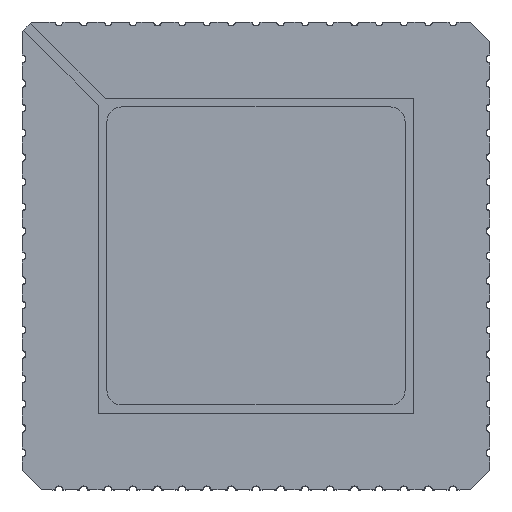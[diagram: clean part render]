
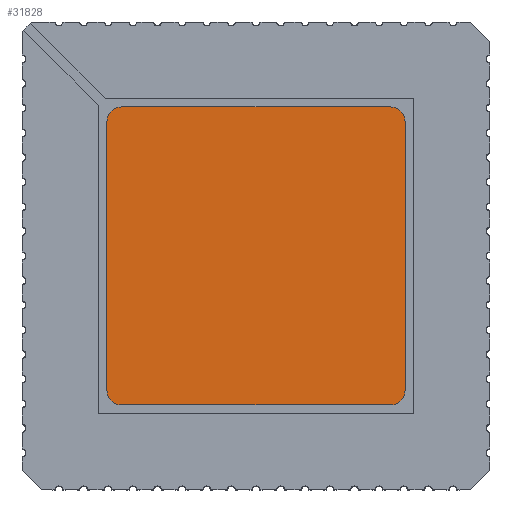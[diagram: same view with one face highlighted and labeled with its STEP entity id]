
A CAD part, top view. The second image highlights one B-rep face of the part: STEP entity #31828.
In plain terms, the highlighted face is planar.
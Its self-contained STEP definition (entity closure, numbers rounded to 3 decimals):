
#31585=CARTESIAN_POINT('',(6.925,0.303,6.925));
#31586=DIRECTION('',(0.,1.,0.));
#31587=DIRECTION('',(0.,0.,1.));
#31588=AXIS2_PLACEMENT_3D('',#31585,#31586,#31587);
#31593=DIRECTION('',(1.,0.,0.));
#31594=VECTOR('',#31593,13.85);
#31595=CARTESIAN_POINT('',(-6.925,0.303,7.685));
#31596=LINE('',#31595,#31594);
#31600=CARTESIAN_POINT('',(-6.925,0.303,6.925));
#31601=DIRECTION('',(0.,1.,0.));
#31602=DIRECTION('',(-1.,0.,0.));
#31603=AXIS2_PLACEMENT_3D('',#31600,#31601,#31602);
#31608=DIRECTION('',(0.,0.,1.));
#31609=VECTOR('',#31608,13.85);
#31610=CARTESIAN_POINT('',(-7.685,0.303,-6.925));
#31611=LINE('',#31610,#31609);
#31615=CARTESIAN_POINT('',(-6.925,0.303,-6.925));
#31616=DIRECTION('',(0.,1.,0.));
#31617=DIRECTION('',(0.,0.,-1.));
#31618=AXIS2_PLACEMENT_3D('',#31615,#31616,#31617);
#31623=DIRECTION('',(-1.,0.,0.));
#31624=VECTOR('',#31623,13.85);
#31625=CARTESIAN_POINT('',(6.925,0.303,-7.685));
#31626=LINE('',#31625,#31624);
#31630=CARTESIAN_POINT('',(6.925,0.303,-6.925));
#31631=DIRECTION('',(0.,1.,0.));
#31632=DIRECTION('',(1.,0.,0.));
#31633=AXIS2_PLACEMENT_3D('',#31630,#31631,#31632);
#31638=DIRECTION('',(0.,0.,-1.));
#31639=VECTOR('',#31638,13.85);
#31640=CARTESIAN_POINT('',(7.685,0.303,6.925));
#31641=LINE('',#31640,#31639);
#31649=CARTESIAN_POINT('',(6.925,0.303,7.685));
#31650=VERTEX_POINT('',#31649);
#31651=CARTESIAN_POINT('',(7.685,0.303,6.925));
#31652=VERTEX_POINT('',#31651);
#31657=CARTESIAN_POINT('',(7.685,0.303,-6.925));
#31658=VERTEX_POINT('',#31657);
#31659=CARTESIAN_POINT('',(6.925,0.303,-7.685));
#31660=VERTEX_POINT('',#31659);
#31665=CARTESIAN_POINT('',(-6.925,0.303,-7.685));
#31666=VERTEX_POINT('',#31665);
#31667=CARTESIAN_POINT('',(-7.685,0.303,-6.925));
#31668=VERTEX_POINT('',#31667);
#31673=CARTESIAN_POINT('',(-7.685,0.303,6.925));
#31674=VERTEX_POINT('',#31673);
#31675=CARTESIAN_POINT('',(-6.925,0.303,7.685));
#31676=VERTEX_POINT('',#31675);
#31813=CARTESIAN_POINT('',(0.,0.303,0.));
#31814=DIRECTION('',(0.,1.,0.));
#31815=DIRECTION('',(1.,0.,0.));
#31816=AXIS2_PLACEMENT_3D('',#31813,#31814,#31815);
#31817=PLANE('',#31816);
#31818=ORIENTED_EDGE('',*,*,#31709,.F.);
#31819=ORIENTED_EDGE('',*,*,#31725,.F.);
#31820=ORIENTED_EDGE('',*,*,#31738,.F.);
#31821=ORIENTED_EDGE('',*,*,#31751,.F.);
#31822=ORIENTED_EDGE('',*,*,#31766,.F.);
#31823=ORIENTED_EDGE('',*,*,#31779,.F.);
#31824=ORIENTED_EDGE('',*,*,#31794,.F.);
#31825=ORIENTED_EDGE('',*,*,#31806,.F.);
#31826=EDGE_LOOP('',(#31818,#31819,#31820,#31821,#31822,#31823,#31824,#31825));
#31827=FACE_OUTER_BOUND('',#31826,.F.);
#31828=ADVANCED_FACE('',(#31827),#31817,.T.);
#31589=CIRCLE('',#31588,0.76);
#31604=CIRCLE('',#31603,0.76);
#31619=CIRCLE('',#31618,0.76);
#31634=CIRCLE('',#31633,0.76);
#31709=EDGE_CURVE('',#31650,#31652,#31589,.T.);
#31725=EDGE_CURVE('',#31676,#31650,#31596,.T.);
#31738=EDGE_CURVE('',#31674,#31676,#31604,.T.);
#31751=EDGE_CURVE('',#31668,#31674,#31611,.T.);
#31766=EDGE_CURVE('',#31666,#31668,#31619,.T.);
#31779=EDGE_CURVE('',#31660,#31666,#31626,.T.);
#31794=EDGE_CURVE('',#31658,#31660,#31634,.T.);
#31806=EDGE_CURVE('',#31652,#31658,#31641,.T.);
